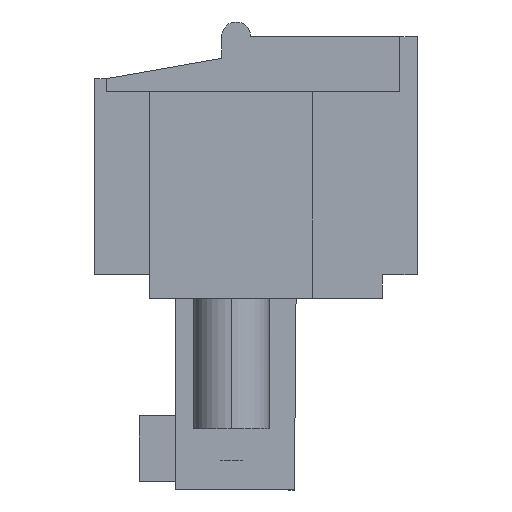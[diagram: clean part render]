
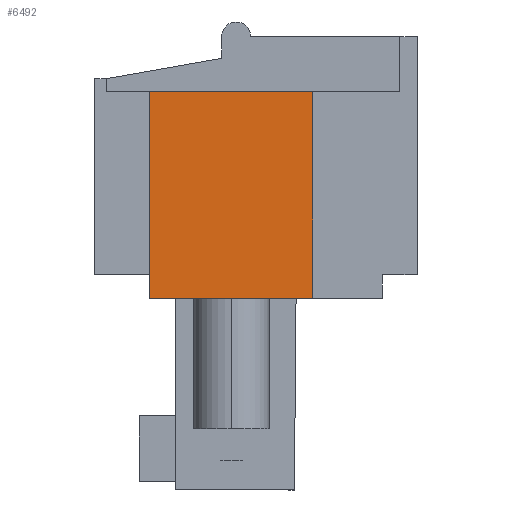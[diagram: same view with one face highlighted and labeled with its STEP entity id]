
A CAD part, left-side view. The second image highlights one B-rep face of the part: STEP entity #6492.
In plain terms, the highlighted planar face has unit normal (-1, 0, 0).
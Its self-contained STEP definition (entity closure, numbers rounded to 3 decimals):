
#6479=AXIS2_PLACEMENT_3D('Plane Axis2P3D',#6476,#6477,#6478) ;
#1391=CARTESIAN_POINT('Vertex',(0.,3.6,6.6)) ;
#1394=CARTESIAN_POINT('Line Origine',(0.,6.4,6.6)) ;
#1398=CARTESIAN_POINT('Vertex',(0.,9.2,6.6)) ;
#4192=CARTESIAN_POINT('Line Origine',(0.,3.6,10.15)) ;
#4196=CARTESIAN_POINT('Vertex',(0.,3.6,13.7)) ;
#5094=CARTESIAN_POINT('Vertex',(0.,9.2,13.7)) ;
#5097=CARTESIAN_POINT('Line Origine',(0.,6.4,13.7)) ;
#6476=CARTESIAN_POINT('Axis2P3D Location',(0.,8.7,13.7)) ;
#6481=CARTESIAN_POINT('Line Origine',(0.,9.2,10.15)) ;
#1395=DIRECTION('Vector Direction',(0.,-1.,0.)) ;
#4193=DIRECTION('Vector Direction',(0.,0.,-1.)) ;
#5098=DIRECTION('Vector Direction',(0.,-1.,0.)) ;
#6477=DIRECTION('Axis2P3D Direction',(1.,0.,0.)) ;
#6478=DIRECTION('Axis2P3D XDirection',(0.,-1.,0.)) ;
#6482=DIRECTION('Vector Direction',(0.,0.,-1.)) ;
#1396=VECTOR('Line Direction',#1395,1.) ;
#4194=VECTOR('Line Direction',#4193,1.) ;
#5099=VECTOR('Line Direction',#5098,1.) ;
#6483=VECTOR('Line Direction',#6482,1.) ;
#6487=ORIENTED_EDGE('',*,*,#6485,.T.) ;
#6488=ORIENTED_EDGE('',*,*,#1400,.T.) ;
#6489=ORIENTED_EDGE('',*,*,#4198,.F.) ;
#6490=ORIENTED_EDGE('',*,*,#5101,.F.) ;
#6492=ADVANCED_FACE('HOUSING',(#6491),#6480,.F.) ;
#1400=EDGE_CURVE('',#1399,#1392,#1397,.T.) ;
#4198=EDGE_CURVE('',#4197,#1392,#4195,.T.) ;
#5101=EDGE_CURVE('',#5095,#4197,#5100,.T.) ;
#6485=EDGE_CURVE('',#5095,#1399,#6484,.T.) ;
#6486=EDGE_LOOP('',(#6487,#6488,#6489,#6490)) ;
#6491=FACE_OUTER_BOUND('',#6486,.T.) ;
#1397=LINE('Line',#1394,#1396) ;
#4195=LINE('Line',#4192,#4194) ;
#5100=LINE('Line',#5097,#5099) ;
#6484=LINE('Line',#6481,#6483) ;
#6480=PLANE('',#6479) ;
#1392=VERTEX_POINT('',#1391) ;
#1399=VERTEX_POINT('',#1398) ;
#4197=VERTEX_POINT('',#4196) ;
#5095=VERTEX_POINT('',#5094) ;
